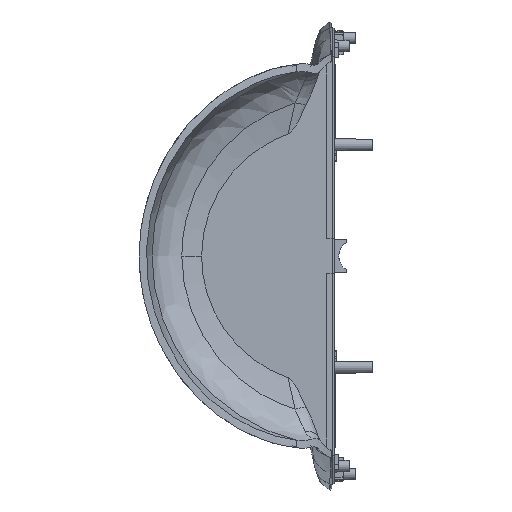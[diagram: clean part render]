
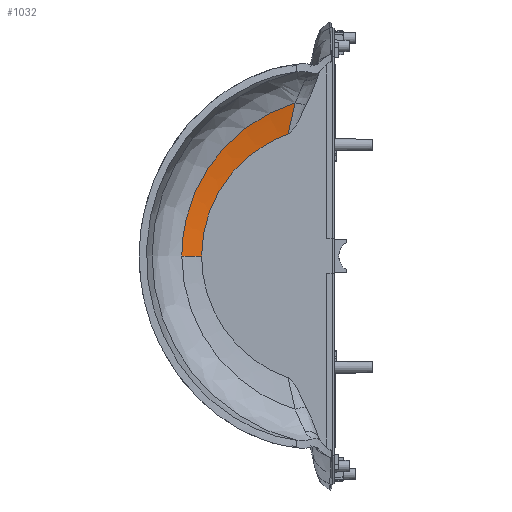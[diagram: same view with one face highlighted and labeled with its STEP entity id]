
A CAD part, left-side view. The second image highlights one B-rep face of the part: STEP entity #1032.
In plain terms, the highlighted toroidal (fillet/blend) face has major radius 12.969 mm and minor radius 285.528 mm.
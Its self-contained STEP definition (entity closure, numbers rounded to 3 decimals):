
#1032 = ADVANCED_FACE ( 'NONE', ( #165541 ), #53667, .T. ) ;
#5365 = CARTESIAN_POINT ( 'NONE',  ( -238.325, 91.577, 0. ) ) ;
#9357 = CARTESIAN_POINT ( 'NONE',  ( -235.691, 73.159, 31.985 ) ) ;
#10254 = CARTESIAN_POINT ( 'NONE',  ( -235.514, 63.051, 46.212 ) ) ;
#11142 = CARTESIAN_POINT ( 'NONE',  ( -235.403, 56.705, 52.245 ) ) ;
#14935 = CARTESIAN_POINT ( 'NONE',  ( -514.763, 7.137, 0. ) ) ;
#15774 = CARTESIAN_POINT ( 'NONE',  ( -236.705, 33.621, 73.214 ) ) ;
#24600 = AXIS2_PLACEMENT_3D ( 'NONE', #14935, #245832, #207115 ) ;
#25638 = CARTESIAN_POINT ( 'NONE',  ( -238.325, 89.797, 17.822 ) ) ;
#30486 = CARTESIAN_POINT ( 'NONE',  ( -235.628, 69.556, 37.989 ) ) ;
#31395 = CARTESIAN_POINT ( 'NONE',  ( -235.83, 81.12, 3.502 ) ) ;
#35083 = CARTESIAN_POINT ( 'NONE',  ( -235.091, 38.832, 63.079 ) ) ;
#38292 = ORIENTED_EDGE ( 'NONE', *, *, #229555, .F. ) ;
#50851 = CARTESIAN_POINT ( 'NONE',  ( -235.83, 81.12, 0. ) ) ;
#51245 = EDGE_CURVE ( 'NONE', #229832, #199104, #269249, .T. ) ;
#51775 = CARTESIAN_POINT ( 'NONE',  ( -235.644, 70.515, 36.522 ) ) ;
#52670 = CARTESIAN_POINT ( 'NONE',  ( -235.748, 76.476, 24.816 ) ) ;
#53667 = TOROIDAL_SURFACE ( 'NONE', #24600, 12.969, 285.528 ) ;
#57273 = CARTESIAN_POINT ( 'NONE',  ( -236.888, 33.415, 74.112 ) ) ;
#59932 = B_SPLINE_CURVE_WITH_KNOTS ( 'NONE', 3,
 ( #222792, #267753, #123468, #186885, #250283, #60890, #57273, #141828, #15774, #162991, #59986, #206129, #207935 ),
 .UNSPECIFIED., .F., .F.,
 ( 4, 2, 2, 2, 1, 2, 4 ),
 ( 0., 0.25, 0.375, 0.406, 0.437, 0.5, 1. ),
 .UNSPECIFIED. ) ;
#59986 = CARTESIAN_POINT ( 'NONE',  ( -235.967, 34.455, 69.495 ) ) ;
#60890 = CARTESIAN_POINT ( 'NONE',  ( -236.922, 33.376, 74.277 ) ) ;
#74728 = CARTESIAN_POINT ( 'NONE',  ( -235.254, 48.153, 58.311 ) ) ;
#76518 = CARTESIAN_POINT ( 'NONE',  ( -235.449, 59.332, 49.935 ) ) ;
#85508 = CARTESIAN_POINT ( 'NONE',  ( -238.325, 91.577, 4.484 ) ) ;
#86425 = CARTESIAN_POINT ( 'NONE',  ( -238.325, 72.339, 53.842 ) ) ;
#95878 = CARTESIAN_POINT ( 'NONE',  ( -235.034, 35.52, 64.233 ) ) ;
#96785 = CARTESIAN_POINT ( 'NONE',  ( -235.147, 42.029, 61.678 ) ) ;
#104934 = CARTESIAN_POINT ( 'NONE',  ( -238.325, 31.799, 80.758 ) ) ;
#107620 = CARTESIAN_POINT ( 'NONE',  ( -238.325, 85.923, 30.708 ) ) ;
#108510 = CARTESIAN_POINT ( 'NONE',  ( -238.325, 91.219, 8.968 ) ) ;
#114372 = CARTESIAN_POINT ( 'NONE',  ( -235.711, 74.336, 29.628 ) ) ;
#117070 = CARTESIAN_POINT ( 'NONE',  ( -235.471, 60.602, 48.728 ) ) ;
#118872 = CARTESIAN_POINT ( 'NONE',  ( -235.293, 50.388, 56.946 ) ) ;
#123468 = CARTESIAN_POINT ( 'NONE',  ( -237.684, 32.518, 77.899 ) ) ;
#125213 = CARTESIAN_POINT ( 'NONE',  ( -238.325, 52.192, 71.556 ) ) ;
#128889 = CARTESIAN_POINT ( 'NONE',  ( -238.325, 31.799, 80.758 ) ) ;
#130248 = ORIENTED_EDGE ( 'NONE', *, *, #51245, .F. ) ;
#130614 = CARTESIAN_POINT ( 'NONE',  ( -238.325, 80.054, 42.817 ) ) ;
#131510 = CARTESIAN_POINT ( 'NONE',  ( -238.325, 84.179, 34.854 ) ) ;
#135497 = CARTESIAN_POINT ( 'NONE',  ( -235.806, 79.774, 13.918 ) ) ;
#138172 = CARTESIAN_POINT ( 'NONE',  ( -235.228, 46.645, 59.192 ) ) ;
#139972 = CARTESIAN_POINT ( 'NONE',  ( -235.38, 55.345, 53.35 ) ) ;
#141828 = CARTESIAN_POINT ( 'NONE',  ( -236.814, 33.497, 73.752 ) ) ;
#145374 = CARTESIAN_POINT ( 'NONE',  ( -238.325, 48.323, 73.85 ) ) ;
#146775 = EDGE_LOOP ( 'NONE', ( #130248, #238470, #222394, #38292 ) ) ;
#154663 = CARTESIAN_POINT ( 'NONE',  ( -514.763, 20.107, 0. ) ) ;
#154805 = CARTESIAN_POINT ( 'NONE',  ( -235.792, 78.97, 17.327 ) ) ;
#156646 = CARTESIAN_POINT ( 'NONE',  ( -235.676, 72.316, 33.521 ) ) ;
#162991 = CARTESIAN_POINT ( 'NONE',  ( -236.598, 33.741, 72.68 ) ) ;
#163223 = B_SPLINE_CURVE_WITH_KNOTS ( 'NONE', 3,
 ( #50851, #31395, #259585, #135497, #154805, #197951, #52670, #219142, #240272, #114372, #9357, #156646, #51775, #30486, #177736, #198865, #220042, #10254, #117070, #76518, #11142, #139972, #200648, #118872, #74728, #138172, #222739, #96785, #35083, #95878 ),
 .UNSPECIFIED., .F., .F.,
 ( 4, 2, 2, 1, 2, 2, 2, 2, 2, 2, 2, 2, 1, 2, 2, 4 ),
 ( 0.501, 0.563, 0.626, 0.657, 0.672, 0.688, 0.719, 0.75, 0.782, 0.813, 0.844, 0.875, 0.906, 0.922, 0.938, 1. ),
 .UNSPECIFIED. ) ;
#165541 = FACE_OUTER_BOUND ( 'NONE', #146775, .T. ) ;
#166513 = CARTESIAN_POINT ( 'NONE',  ( -238.325, 59.517, 66.382 ) ) ;
#173964 = VERTEX_POINT ( 'NONE', #128889 ) ;
#174651 = AXIS2_PLACEMENT_3D ( 'NONE', #154663, #175777, #261248 ) ;
#175777 = DIRECTION ( 'NONE',  ( 0., 0., -1. ) ) ;
#177736 = CARTESIAN_POINT ( 'NONE',  ( -235.592, 67.526, 40.845 ) ) ;
#185848 = CARTESIAN_POINT ( 'NONE',  ( -235.034, 35.52, 64.233 ) ) ;
#186885 = CARTESIAN_POINT ( 'NONE',  ( -237.241, 33.017, 75.816 ) ) ;
#190382 = CARTESIAN_POINT ( 'NONE',  ( -238.325, 69.383, 57.233 ) ) ;
#192168 = CARTESIAN_POINT ( 'NONE',  ( -238.325, 88.732, 22.192 ) ) ;
#197951 = CARTESIAN_POINT ( 'NONE',  ( -235.764, 77.371, 22.344 ) ) ;
#198865 = CARTESIAN_POINT ( 'NONE',  ( -235.574, 66.459, 42.23 ) ) ;
#199104 = VERTEX_POINT ( 'NONE', #231710 ) ;
#200648 = CARTESIAN_POINT ( 'NONE',  ( -235.331, 52.543, 55.454 ) ) ;
#206129 = CARTESIAN_POINT ( 'NONE',  ( -235.472, 35.015, 66.796 ) ) ;
#207115 = DIRECTION ( 'NONE',  ( 0., 1., 0. ) ) ;
#207935 = CARTESIAN_POINT ( 'NONE',  ( -235.034, 35.52, 64.233 ) ) ;
#209516 = VERTEX_POINT ( 'NONE', #185848 ) ;
#210190 = B_SPLINE_CURVE_WITH_KNOTS ( 'NONE', 3,
 ( #104934, #271294, #252013, #145374, #125213, #166513, #272221, #190382, #86425, #234442, #130614, #131510, #107620, #192168, #25638, #108510, #85508, #5365 ),
 .UNSPECIFIED., .F., .F.,
 ( 4, 2, 2, 2, 2, 2, 2, 2, 4 ),
 ( 0., 0.063, 0.125, 0.188, 0.25, 0.313, 0.375, 0.438, 0.5 ),
 .UNSPECIFIED. ) ;
#219142 = CARTESIAN_POINT ( 'NONE',  ( -235.73, 75.438, 27.233 ) ) ;
#220042 = CARTESIAN_POINT ( 'NONE',  ( -235.535, 64.221, 44.914 ) ) ;
#222394 = ORIENTED_EDGE ( 'NONE', *, *, #247852, .T. ) ;
#222739 = CARTESIAN_POINT ( 'NONE',  ( -235.214, 45.881, 59.62 ) ) ;
#222792 = CARTESIAN_POINT ( 'NONE',  ( -238.325, 31.799, 80.758 ) ) ;
#229555 = EDGE_CURVE ( 'NONE', #199104, #209516, #163223, .T. ) ;
#229832 = VERTEX_POINT ( 'NONE', #271334 ) ;
#230893 = EDGE_CURVE ( 'NONE', #173964, #229832, #210190, .T. ) ;
#231710 = CARTESIAN_POINT ( 'NONE',  ( -235.83, 81.12, 0. ) ) ;
#234442 = CARTESIAN_POINT ( 'NONE',  ( -238.325, 77.674, 46.634 ) ) ;
#238470 = ORIENTED_EDGE ( 'NONE', *, *, #230893, .F. ) ;
#240272 = CARTESIAN_POINT ( 'NONE',  ( -235.718, 74.715, 28.833 ) ) ;
#245832 = DIRECTION ( 'NONE',  ( 1., 0., 0. ) ) ;
#247852 = EDGE_CURVE ( 'NONE', #173964, #209516, #59932, .T. ) ;
#250283 = CARTESIAN_POINT ( 'NONE',  ( -237.097, 33.179, 75.128 ) ) ;
#252013 = CARTESIAN_POINT ( 'NONE',  ( -238.325, 40.271, 77.797 ) ) ;
#259585 = CARTESIAN_POINT ( 'NONE',  ( -235.825, 80.851, 6.984 ) ) ;
#261248 = DIRECTION ( 'NONE',  ( -1., 0., 0. ) ) ;
#267753 = CARTESIAN_POINT ( 'NONE',  ( -237.996, 32.168, 79.315 ) ) ;
#269249 = CIRCLE ( 'NONE', #174651, 285.528 ) ;
#271294 = CARTESIAN_POINT ( 'NONE',  ( -238.325, 36.087, 79.449 ) ) ;
#271334 = CARTESIAN_POINT ( 'NONE',  ( -238.325, 91.577, 0. ) ) ;
#272221 = CARTESIAN_POINT ( 'NONE',  ( -238.325, 62.972, 63.503 ) ) ;
